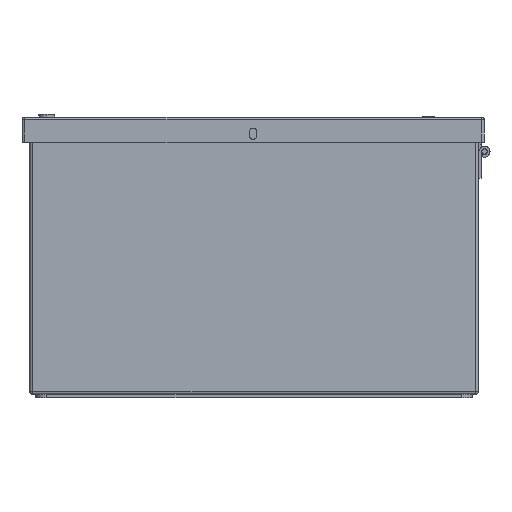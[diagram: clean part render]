
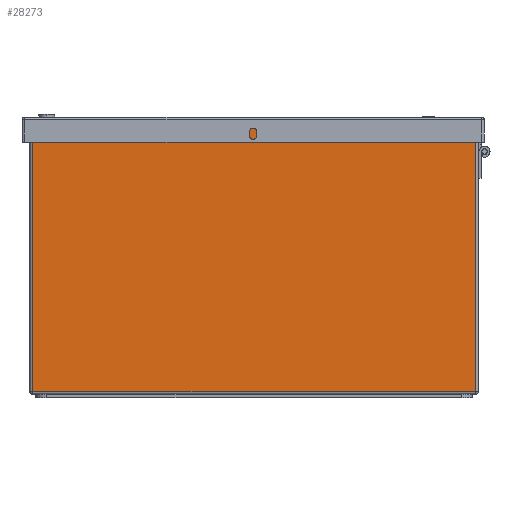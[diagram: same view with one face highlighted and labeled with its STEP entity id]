
A CAD part, left-side view. The second image highlights one B-rep face of the part: STEP entity #28273.
In plain terms, the highlighted planar face has unit normal (-1, 0, 0).
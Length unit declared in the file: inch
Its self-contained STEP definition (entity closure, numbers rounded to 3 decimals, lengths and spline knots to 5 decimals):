
#312 = VECTOR ( 'NONE', #29001, 39.37008 ) ;
#969 = DIRECTION ( 'NONE',  ( 1., 0., 0. ) ) ;
#3272 = VECTOR ( 'NONE', #31709, 39.37008 ) ;
#3299 = ORIENTED_EDGE ( 'NONE', *, *, #4443, .T. ) ;
#3905 = VERTEX_POINT ( 'NONE', #27269 ) ;
#4151 = AXIS2_PLACEMENT_3D ( 'NONE', #33424, #969, #30479 ) ;
#4399 = VERTEX_POINT ( 'NONE', #13236 ) ;
#4443 = EDGE_CURVE ( 'NONE', #4399, #3905, #10253, .T. ) ;
#9885 = EDGE_CURVE ( 'NONE', #3905, #11626, #38906, .T. ) ;
#10129 = EDGE_CURVE ( 'NONE', #25660, #4399, #42227, .T. ) ;
#10253 = LINE ( 'NONE', #17261, #36219 ) ;
#10281 = DIRECTION ( 'NONE',  ( 0., 1., 0. ) ) ;
#10715 = CARTESIAN_POINT ( 'NONE',  ( 0., 9.94, 5.94 ) ) ;
#11616 = ORIENTED_EDGE ( 'NONE', *, *, #10129, .T. ) ;
#11626 = VERTEX_POINT ( 'NONE', #10715 ) ;
#13173 = EDGE_CURVE ( 'NONE', #11626, #25660, #24960, .T. ) ;
#13236 = CARTESIAN_POINT ( 'NONE',  ( 0., 0.06, 0.06 ) ) ;
#17261 = CARTESIAN_POINT ( 'NONE',  ( 0., 0.06, 6. ) ) ;
#18723 = CARTESIAN_POINT ( 'NONE',  ( 0., 9.94, 0. ) ) ;
#20138 = CARTESIAN_POINT ( 'NONE',  ( 0., 9.94, 0.06 ) ) ;
#21327 = PLANE ( 'NONE',  #4151 ) ;
#22879 = CARTESIAN_POINT ( 'NONE',  ( 0., 10., 5.94 ) ) ;
#23041 = CARTESIAN_POINT ( 'NONE',  ( 0., 10., 0.06 ) ) ;
#23290 = DIRECTION ( 'NONE',  ( 0., 0., 1. ) ) ;
#23895 = FACE_OUTER_BOUND ( 'NONE', #25510, .T. ) ;
#24960 = LINE ( 'NONE', #18723, #3272 ) ;
#25510 = EDGE_LOOP ( 'NONE', ( #11616, #3299, #37794, #28074 ) ) ;
#25660 = VERTEX_POINT ( 'NONE', #20138 ) ;
#27269 = CARTESIAN_POINT ( 'NONE',  ( 0., 0.06, 5.94 ) ) ;
#28074 = ORIENTED_EDGE ( 'NONE', *, *, #13173, .T. ) ;
#28273 = ADVANCED_FACE ( 'NONE', ( #23895 ), #21327, .F. ) ;
#29001 = DIRECTION ( 'NONE',  ( 0., -1., 0. ) ) ;
#30479 = DIRECTION ( 'NONE',  ( 0., 0., -1. ) ) ;
#31709 = DIRECTION ( 'NONE',  ( 0., 0., -1. ) ) ;
#33424 = CARTESIAN_POINT ( 'NONE',  ( 0., 10., 6. ) ) ;
#36219 = VECTOR ( 'NONE', #23290, 39.37008 ) ;
#37794 = ORIENTED_EDGE ( 'NONE', *, *, #9885, .T. ) ;
#38906 = LINE ( 'NONE', #22879, #41272 ) ;
#41272 = VECTOR ( 'NONE', #10281, 39.37008 ) ;
#42227 = LINE ( 'NONE', #23041, #312 ) ;
